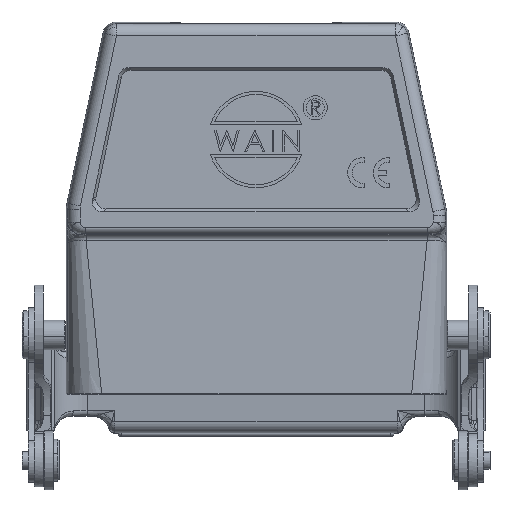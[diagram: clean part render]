
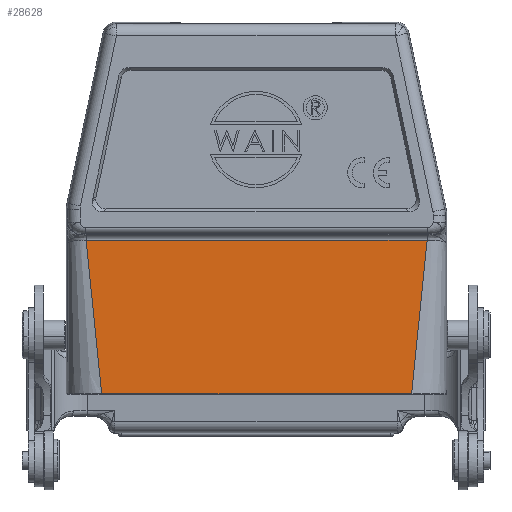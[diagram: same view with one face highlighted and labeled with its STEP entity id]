
A CAD part, top view. The second image highlights one B-rep face of the part: STEP entity #28628.
In plain terms, the highlighted planar face has unit normal (0, 0, 1).
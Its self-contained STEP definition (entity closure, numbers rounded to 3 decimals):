
#5749=DIRECTION('',(1.,0.,0.));
#5750=VECTOR('',#5749,51.464);
#5751=CARTESIAN_POINT('',(-25.629,2.8,14.75));
#5752=LINE('',#5751,#5750);
#6937=DIRECTION('',(-1.,0.,0.));
#6938=VECTOR('',#6937,56.612);
#6939=CARTESIAN_POINT('',(28.409,28.258,14.75));
#6940=LINE('',#6939,#6938);
#7065=CARTESIAN_POINT('',(-25.629,2.8,14.75));
#7072=DIRECTION('',(-0.101,0.995,0.));
#7073=VECTOR('',#7072,25.588);
#7074=CARTESIAN_POINT('',(-25.629,2.8,14.75));
#7075=LINE('',#7074,#7073);
#7076=DIRECTION('',(-0.101,-0.995,0.));
#7077=VECTOR('',#7076,25.588);
#7078=CARTESIAN_POINT('',(28.409,28.258,14.75));
#7079=LINE('',#7078,#7077);
#15643=VERTEX_POINT('',#7065);
#15644=CARTESIAN_POINT('',(25.835,2.8,14.75));
#15645=VERTEX_POINT('',#15644);
#16021=CARTESIAN_POINT('',(28.409,28.258,14.75));
#16023=VERTEX_POINT('',#16021);
#16028=CARTESIAN_POINT('',(-28.203,28.258,
14.75));
#16029=VERTEX_POINT('',#16028);
#28616=CARTESIAN_POINT('',(-31.5,0.,14.75));
#28617=DIRECTION('',(0.,0.,1.));
#28618=DIRECTION('',(1.,0.,0.));
#28619=AXIS2_PLACEMENT_3D('',#28616,#28617,#28618);
#28620=PLANE('',#28619);
#28621=ORIENTED_EDGE('',*,*,#28609,.T.);
#28622=ORIENTED_EDGE('',*,*,#28349,.F.);
#28624=ORIENTED_EDGE('',*,*,#28623,.T.);
#28625=ORIENTED_EDGE('',*,*,#26585,.F.);
#28626=EDGE_LOOP('',(#28621,#28622,#28624,#28625));
#28627=FACE_OUTER_BOUND('',#28626,.F.);
#28628=ADVANCED_FACE('',(#28627),#28620,.T.);
#26585=EDGE_CURVE('',#15643,#15645,#5752,.T.);
#28349=EDGE_CURVE('',#16023,#16029,#6940,.T.);
#28609=EDGE_CURVE('',#15643,#16029,#7075,.T.);
#28623=EDGE_CURVE('',#16023,#15645,#7079,.T.);
